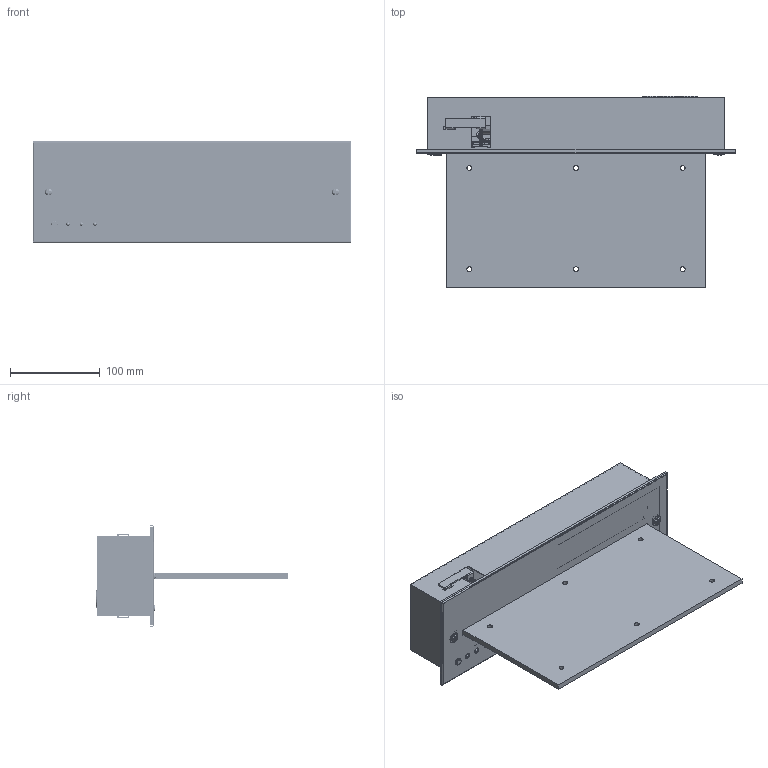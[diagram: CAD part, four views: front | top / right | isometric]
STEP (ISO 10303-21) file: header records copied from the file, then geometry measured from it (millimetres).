
FILE_DESCRIPTION((''),'2;1');
FILE_NAME('M11-25_ASM','2025-01-22T',('MEXCEL'),(''),'PRO/ENGINEER BY PARAMETRIC TECHNOLOGY CORPORATION, 2011490','PRO/ENGINEER BY PARAMETRIC TECHNOLOGY CORPORATION, 2011490','');
FILE_SCHEMA(('CONFIG_CONTROL_DESIGN'));
Products named in the file (18): DIZUO; PRT0015_; M4X45; PRT0020_; M4X10; DAOGUANGBAN1; M3X18; M3LUOMU; ANJIANZHICHENG; GUANGYUANZHICHENG; GUANGYUANTIAO; SLC-DIANLUBAN; SULIAOMAODING; LED; ANJIAN; MIFENGQUAN; M3-5-PANTOULUOSI; M11-25_ASM
Assembly tree (31 placements, depth 2):
  M11-25_ASM
    DIZUO
    PRT0015_  x2
    M4X45  x2
    PRT0020_
    M4X10  x2
    DAOGUANGBAN1
    M3X18  x2
    M3LUOMU  x2
    ANJIANZHICHENG
    GUANGYUANZHICHENG  x2
    GUANGYUANTIAO
    SLC-DIANLUBAN
    SULIAOMAODING  x2
    LED  x3
    ANJIAN
    MIFENGQUAN  x3
    M3-5-PANTOULUOSI  x4
Bounding box: 355 x 214.3 x 113 mm (x, y, z)
Volume: 489361.7 mm3; surface area: 464329.4 mm2
Topology: 33 solids, 36 shells, 2936 faces, 7831 edges, 5084 vertices
Faces by surface type: plane 1481, cylinder 1081, bspline 224, torus 58, sphere 56, cone 36
Entity records: 104101 total; most frequent: CARTESIAN_POINT 49297, ORIENTED_EDGE 11732, DIRECTION 10277, EDGE_CURVE 5932, VECTOR 4161, LINE 4161, VERTEX_POINT 3875, AXIS2_PLACEMENT_3D 3058
